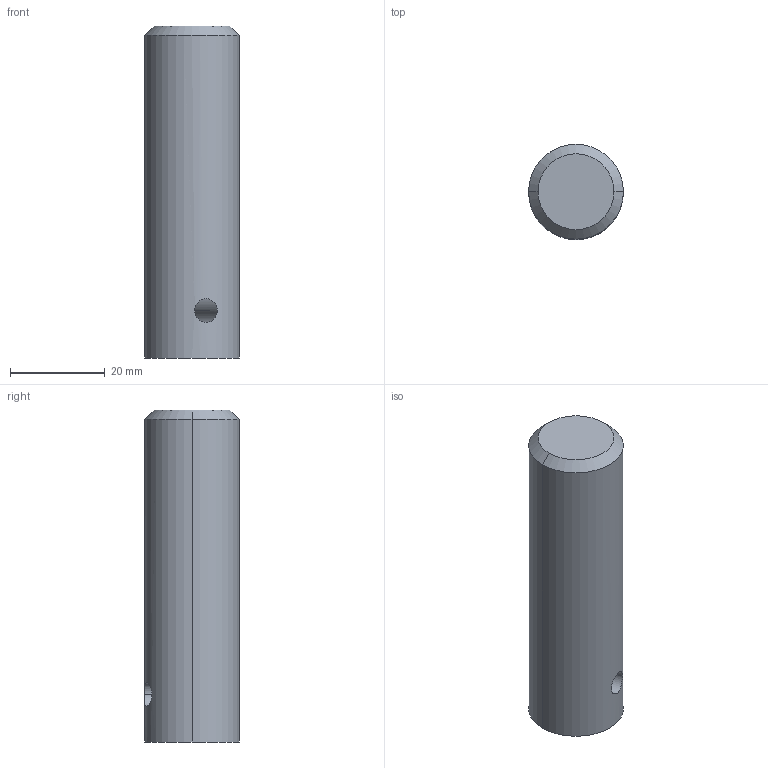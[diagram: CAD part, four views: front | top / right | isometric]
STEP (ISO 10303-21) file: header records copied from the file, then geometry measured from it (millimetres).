
FILE_DESCRIPTION((''),'2;1');
FILE_NAME('KYYNAR_ALA_2_','2017-08-17T',('honkans5'),(''),'CREO PARAMETRIC BY PTC INC, 2015200','CREO PARAMETRIC BY PTC INC, 2015200','');
FILE_SCHEMA(('CONFIG_CONTROL_DESIGN'));
Length unit declared in the file: millimetre
Products named in the file (1): KYYNAR_ALA_2_
Bounding box: 20 x 20 x 70 mm (x, y, z)
Volume: 21484.3 mm3; surface area: 5217.3 mm2
Topology: 1 solids, 1 shells, 8 faces, 16 edges, 10 vertices
Faces by surface type: cylinder 4, plane 2, cone 2
Entity records: 300 total; most frequent: CARTESIAN_POINT 90, DIRECTION 34, ORIENTED_EDGE 32, EDGE_CURVE 16, AXIS2_PLACEMENT_3D 14, VERTEX_POINT 10, EDGE_LOOP 10, FACE_OUTER_BOUND 8
